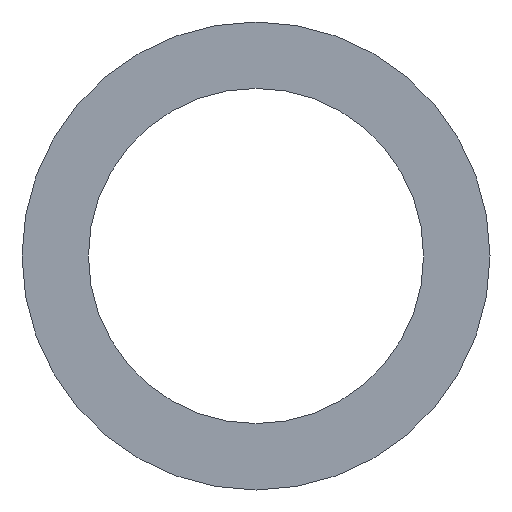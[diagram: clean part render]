
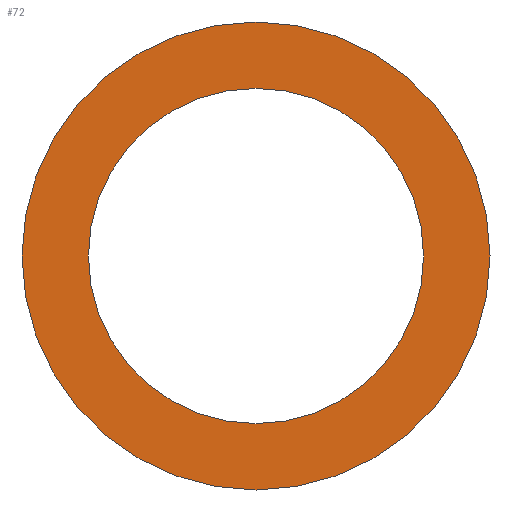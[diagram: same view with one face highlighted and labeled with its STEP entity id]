
A CAD part, left-side view. The second image highlights one B-rep face of the part: STEP entity #72.
In plain terms, the highlighted planar face has unit normal (-1, 0, 0).
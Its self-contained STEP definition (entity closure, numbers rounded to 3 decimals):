
#72 = ADVANCED_FACE( '', ( #184, #185 ), #186, .T. );
#76 = VERTEX_POINT( '', #190 );
#94 = EDGE_CURVE( '', #76, #118, #211, .T. );
#114 = VERTEX_POINT( '', #236 );
#118 = VERTEX_POINT( '', #240 );
#144 = VERTEX_POINT( '', #269 );
#154 = EDGE_CURVE( '', #114, #144, #280, .T. );
#158 = EDGE_CURVE( '', #118, #76, #284, .T. );
#160 = EDGE_CURVE( '', #144, #114, #286, .T. );
#184 = FACE_BOUND( '', #300, .T. );
#185 = FACE_OUTER_BOUND( '', #301, .T. );
#186 = PLANE( '', #302 );
#190 = CARTESIAN_POINT( '', ( -128., 160., 0. ) );
#211 = CIRCLE( '', #336, 160. );
#236 = CARTESIAN_POINT( '', ( -128., -114.6, 0. ) );
#240 = CARTESIAN_POINT( '', ( -128., -160., 0. ) );
#269 = CARTESIAN_POINT( '', ( -128., 114.6, 0. ) );
#280 = CIRCLE( '', #419, 114.6 );
#284 = CIRCLE( '', #424, 160. );
#286 = CIRCLE( '', #427, 114.6 );
#300 = EDGE_LOOP( '', ( #440, #441 ) );
#301 = EDGE_LOOP( '', ( #442, #443 ) );
#302 = AXIS2_PLACEMENT_3D( '', #444, #445, #446 );
#336 = AXIS2_PLACEMENT_3D( '', #480, #481, #482 );
#419 = AXIS2_PLACEMENT_3D( '', #562, #563, #564 );
#424 = AXIS2_PLACEMENT_3D( '', #565, #566, #567 );
#427 = AXIS2_PLACEMENT_3D( '', #568, #569, #570 );
#440 = ORIENTED_EDGE( '', *, *, #160, .F. );
#441 = ORIENTED_EDGE( '', *, *, #154, .F. );
#442 = ORIENTED_EDGE( '', *, *, #94, .T. );
#443 = ORIENTED_EDGE( '', *, *, #158, .T. );
#444 = CARTESIAN_POINT( '', ( -128., 137.3, 0. ) );
#445 = DIRECTION( '', ( -1., 0., 0. ) );
#446 = DIRECTION( '', ( 0., 1., 0. ) );
#480 = CARTESIAN_POINT( '', ( -128., 0., 0. ) );
#481 = DIRECTION( '', ( -1., 0., 0. ) );
#482 = DIRECTION( '', ( 0., 1., 0. ) );
#562 = CARTESIAN_POINT( '', ( -128., 0., 0. ) );
#563 = DIRECTION( '', ( -1., 0., 0. ) );
#564 = DIRECTION( '', ( 0., 1., 0. ) );
#565 = CARTESIAN_POINT( '', ( -128., 0., 0. ) );
#566 = DIRECTION( '', ( -1., 0., 0. ) );
#567 = DIRECTION( '', ( 0., 1., 0. ) );
#568 = CARTESIAN_POINT( '', ( -128., 0., 0. ) );
#569 = DIRECTION( '', ( -1., 0., 0. ) );
#570 = DIRECTION( '', ( 0., 1., 0. ) );
